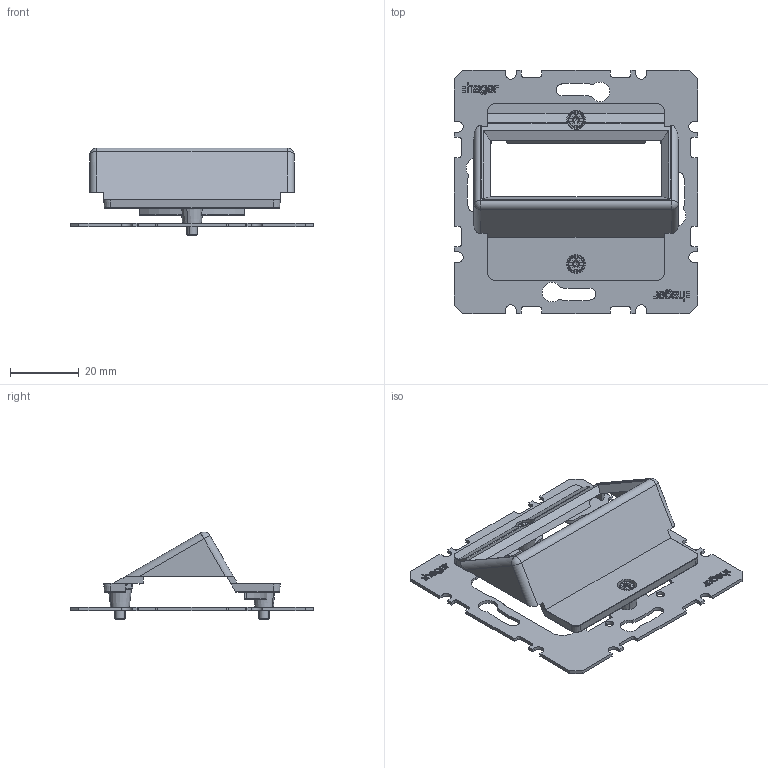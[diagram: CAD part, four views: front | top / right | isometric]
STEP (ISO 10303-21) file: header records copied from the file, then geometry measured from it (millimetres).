
FILE_DESCRIPTION((''),'2;1');
FILE_NAME('WAF2163_GEN_ASM','2025-03-26T09:04:31',('andolfs'),(''),'CREO PARAMETRIC BY PTC INC, 2023154','CREO PARAMETRIC BY PTC INC, 2023154','');
FILE_SCHEMA(('CONFIG_CONTROL_DESIGN','SHAPE_APPEARANCE_LAYERS_GROUPS'));
Length unit declared in the file: millimetre
Products named in the file (5): W4G0150_18; 9023726_GEN; 9005783000; 9002525000; WAF2163_GEN_ASM
Assembly tree (5 placements, depth 2):
  WAF2163_GEN_ASM
    W4G0150_18
    9023726_GEN
    9005783000
    9002525000  x2
Bounding box: 70.9 x 70.9 x 25.6 mm (x, y, z)
Volume: 8287.7 mm3; surface area: 13389.7 mm2
Topology: 4 solids, 4 shells, 1785 faces, 5082 edges, 3355 vertices
Faces by surface type: plane 1547, cylinder 180, cone 32, torus 20, sphere 4, bspline 2
Entity records: 62284 total; most frequent: CARTESIAN_POINT 10422, ORIENTED_EDGE 9868, DIRECTION 8781, EDGE_CURVE 4934, VECTOR 4421, LINE 4421, VERTEX_POINT 3266, AXIS2_PLACEMENT_3D 2180
